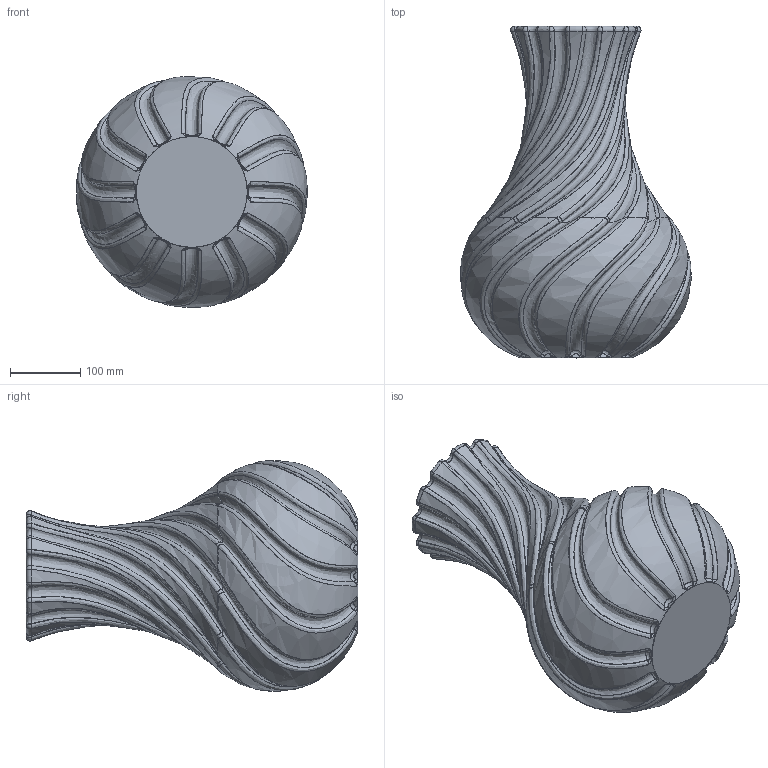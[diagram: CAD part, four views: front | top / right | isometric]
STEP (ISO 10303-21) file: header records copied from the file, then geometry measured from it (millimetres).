
FILE_DESCRIPTION(/* description */ ('STEP AP242','CAx-IF Rec.Pracs.---Representation and Presentation of Product Manufacturing Information (PMI)---4.0---2014-10-13','CAx-IF Rec.Pracs.---3D Tessellated Geometry---0.4---2014-09-14','2;1'),/* implementation_level */ '2;1');
FILE_NAME(/* name */ '6584491b95c19012d04d8a6d',/* time_stamp */ '2023-12-21T14:18:04Z',/* author */ (''),/* organization */ (''),/* preprocessor_version */ 'ST-DEVELOPER v19.4',/* originating_system */ ' ',/* authorisation */ ' ');
FILE_SCHEMA (('AP242_MANAGED_MODEL_BASED_3D_ENGINEERING_MIM_LF { 1 0 10303 442 1 1 4 }'));
Products named in the file (3): VASE
Bounding box: 328.73 x 472.61 x 329.03 mm (x, y, z)
Volume: 476365.6 mm3; surface area: 929656 mm2
Topology: 1 solids, 1 shells, 452 faces, 1006 edges, 558 vertices
Faces by surface type: bspline 357, sphere 48, plane 30, torus 9, cylinder 8
Entity records: 75484 total; most frequent: CARTESIAN_POINT 68654, ORIENTED_EDGE 2008, EDGE_CURVE 1004, B_SPLINE_CURVE_WITH_KNOTS 891, VERTEX_POINT 554, EDGE_LOOP 452, FACE_BOUND 452, ADVANCED_FACE 452
